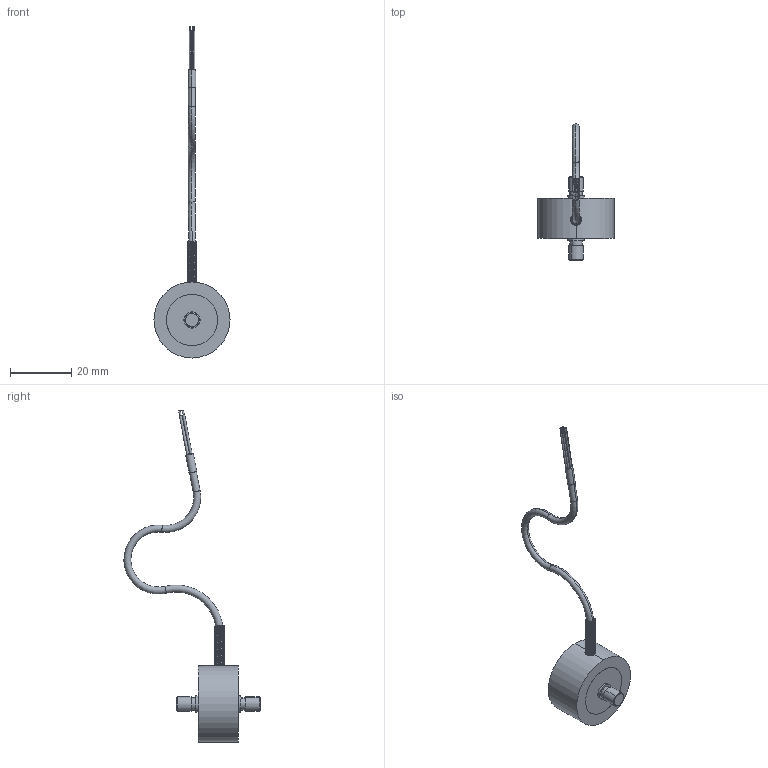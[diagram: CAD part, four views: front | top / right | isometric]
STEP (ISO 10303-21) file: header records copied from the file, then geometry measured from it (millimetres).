
FILE_DESCRIPTION (( 'STEP AP214' ), '1' );
FILE_NAME ('PC3-100 X1 (STEP).STEP', '2021-08-05T22:31:01', ( '' ), ( '' ), 'SwSTEP 2.0', 'SolidWorks 2021', '' );
FILE_SCHEMA (( 'AUTOMOTIVE_DESIGN' ));
Length unit declared in the file: inch
Products named in the file (1): PC3-100 X1 (STEP)
Bounding box: 24.89 x 44.57 x 108.71 mm (x, y, z)
Volume: 5462.9 mm3; surface area: 5030.6 mm2
Topology: 4 solids, 4 shells, 117 faces, 260 edges, 166 vertices
Faces by surface type: cylinder 69, plane 32, cone 8, torus 6, bspline 2
Entity records: 17926 total; most frequent: CARTESIAN_POINT 13742, DIRECTION 572, ORIENTED_EDGE 520, EDGE_CURVE 260, AXIS2_PLACEMENT_3D 246, VERTEX_POINT 166, EDGE_LOOP 134, CIRCLE 130
